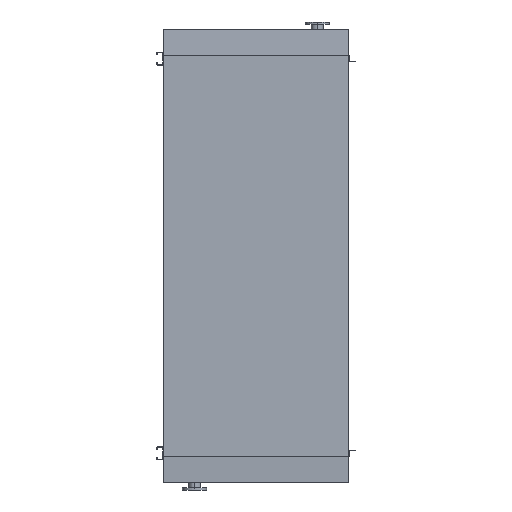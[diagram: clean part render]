
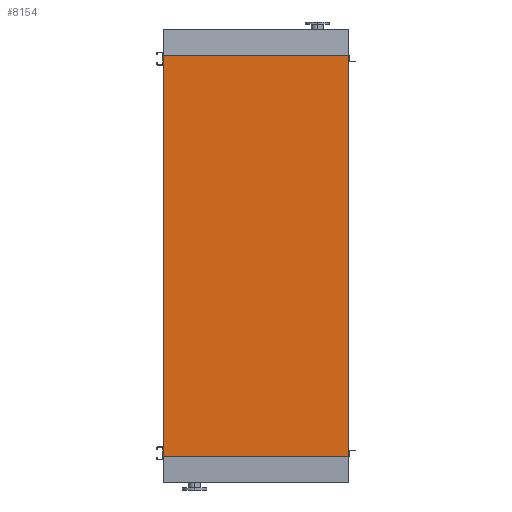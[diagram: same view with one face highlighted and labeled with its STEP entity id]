
A CAD part, front view. The second image highlights one B-rep face of the part: STEP entity #8154.
In plain terms, the highlighted planar face has unit normal (0, -1, 0).
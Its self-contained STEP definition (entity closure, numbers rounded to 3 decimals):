
#200 = EDGE_CURVE ( 'NONE', #5582, #5429, #10849, .T. ) ;
#1412 = CARTESIAN_POINT ( 'NONE',  ( -845., 0., -3650. ) ) ;
#1413 = LINE ( 'NONE', #4110, #9094 ) ;
#1538 = CARTESIAN_POINT ( 'NONE',  ( -845., 0., -3650. ) ) ;
#1598 = CARTESIAN_POINT ( 'NONE',  ( 845., 0., -3650. ) ) ;
#1800 = LINE ( 'NONE', #10198, #6622 ) ;
#2018 = DIRECTION ( 'NONE',  ( 1., 0., 0. ) ) ;
#2274 = ORIENTED_EDGE ( 'NONE', *, *, #10553, .F. ) ;
#2709 = VECTOR ( 'NONE', #7513, 1000. ) ;
#3935 = PLANE ( 'NONE',  #6717 ) ;
#4028 = ORIENTED_EDGE ( 'NONE', *, *, #200, .T. ) ;
#4108 = DIRECTION ( 'NONE',  ( 0., 0., -1. ) ) ;
#4110 = CARTESIAN_POINT ( 'NONE',  ( -845., 0., -3650. ) ) ;
#4495 = VERTEX_POINT ( 'NONE', #11305 ) ;
#4734 = CARTESIAN_POINT ( 'NONE',  ( 845., 0., -3650. ) ) ;
#5429 = VERTEX_POINT ( 'NONE', #8623 ) ;
#5582 = VERTEX_POINT ( 'NONE', #4734 ) ;
#5607 = LINE ( 'NONE', #7396, #2709 ) ;
#5900 = ORIENTED_EDGE ( 'NONE', *, *, #7918, .T. ) ;
#5901 = FACE_OUTER_BOUND ( 'NONE', #11457, .T. ) ;
#6622 = VECTOR ( 'NONE', #2018, 1000. ) ;
#6717 = AXIS2_PLACEMENT_3D ( 'NONE', #1412, #10373, #4108 ) ;
#7396 = CARTESIAN_POINT ( 'NONE',  ( -845., 0., -3650. ) ) ;
#7513 = DIRECTION ( 'NONE',  ( 1., 0., 0. ) ) ;
#7918 = EDGE_CURVE ( 'NONE', #10138, #5582, #5607, .T. ) ;
#8154 = ADVANCED_FACE ( 'NONE', ( #5901 ), #3935, .T. ) ;
#8563 = ORIENTED_EDGE ( 'NONE', *, *, #10792, .F. ) ;
#8623 = CARTESIAN_POINT ( 'NONE',  ( 845., 0., 0. ) ) ;
#8817 = DIRECTION ( 'NONE',  ( 0., 0., 1. ) ) ;
#9094 = VECTOR ( 'NONE', #9646, 1000. ) ;
#9646 = DIRECTION ( 'NONE',  ( 0., 0., 1. ) ) ;
#10138 = VERTEX_POINT ( 'NONE', #1538 ) ;
#10198 = CARTESIAN_POINT ( 'NONE',  ( -845., 0., 0. ) ) ;
#10373 = DIRECTION ( 'NONE',  ( 0., -1., 0. ) ) ;
#10553 = EDGE_CURVE ( 'NONE', #4495, #5429, #1800, .T. ) ;
#10792 = EDGE_CURVE ( 'NONE', #10138, #4495, #1413, .T. ) ;
#10849 = LINE ( 'NONE', #1598, #11363 ) ;
#11305 = CARTESIAN_POINT ( 'NONE',  ( -845., 0., 0. ) ) ;
#11363 = VECTOR ( 'NONE', #8817, 1000. ) ;
#11457 = EDGE_LOOP ( 'NONE', ( #2274, #8563, #5900, #4028 ) ) ;
